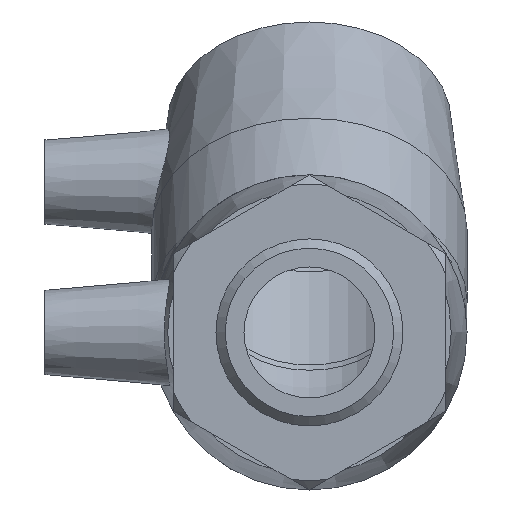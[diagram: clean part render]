
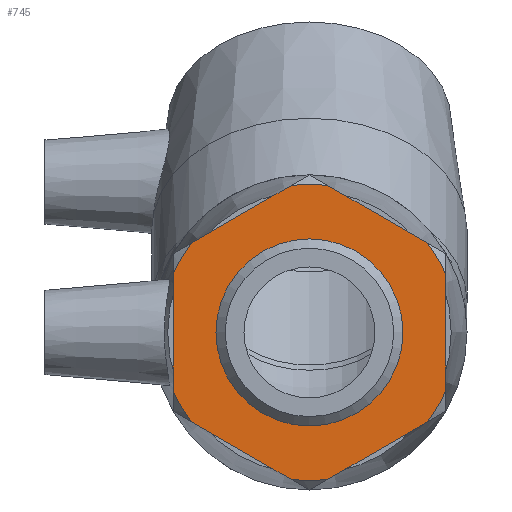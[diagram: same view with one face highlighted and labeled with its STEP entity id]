
A CAD part, left-side view. The second image highlights one B-rep face of the part: STEP entity #745.
In plain terms, the highlighted planar face has unit normal (-1, 0, 0).
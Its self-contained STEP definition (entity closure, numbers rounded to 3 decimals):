
#20=LINE('',#1158,#38);
#24=LINE('',#1182,#42);
#27=LINE('',#1204,#45);
#30=LINE('',#1226,#48);
#35=LINE('',#1263,#53);
#37=LINE('',#1282,#55);
#38=VECTOR('',#923,20.469);
#42=VECTOR('',#929,20.469);
#45=VECTOR('',#934,20.469);
#48=VECTOR('',#939,20.469);
#53=VECTOR('',#946,20.469);
#55=VECTOR('',#950,20.469);
#102=PLANE('',#811);
#120=FACE_BOUND('',#227,.T.);
#165=FACE_OUTER_BOUND('',#226,.T.);
#226=EDGE_LOOP('',(#583,#584,#585,#586,#587,#588,#589,#590,#591,#592,#593,
#594));
#227=EDGE_LOOP('',(#595));
#314=CIRCLE('',#804,16.625);
#315=CIRCLE('',#812,26.32);
#316=CIRCLE('',#813,26.32);
#317=CIRCLE('',#814,26.32);
#318=CIRCLE('',#815,26.32);
#319=CIRCLE('',#816,26.32);
#320=CIRCLE('',#817,26.32);
#363=VERTEX_POINT('',#1149);
#364=VERTEX_POINT('',#1152);
#366=VERTEX_POINT('',#1157);
#372=VERTEX_POINT('',#1177);
#373=VERTEX_POINT('',#1181);
#378=VERTEX_POINT('',#1199);
#379=VERTEX_POINT('',#1203);
#384=VERTEX_POINT('',#1221);
#385=VERTEX_POINT('',#1225);
#391=VERTEX_POINT('',#1244);
#395=VERTEX_POINT('',#1259);
#396=VERTEX_POINT('',#1265);
#399=VERTEX_POINT('',#1278);
#438=EDGE_CURVE('',#363,#363,#314,.T.);
#440=EDGE_CURVE('',#366,#364,#20,.T.);
#448=EDGE_CURVE('',#373,#372,#24,.T.);
#455=EDGE_CURVE('',#379,#378,#27,.T.);
#462=EDGE_CURVE('',#385,#384,#30,.T.);
#474=EDGE_CURVE('',#391,#395,#35,.T.);
#480=EDGE_CURVE('',#396,#399,#37,.T.);
#481=EDGE_CURVE('',#391,#399,#315,.T.);
#482=EDGE_CURVE('',#385,#395,#316,.T.);
#483=EDGE_CURVE('',#379,#384,#317,.T.);
#484=EDGE_CURVE('',#373,#378,#318,.T.);
#485=EDGE_CURVE('',#366,#372,#319,.T.);
#486=EDGE_CURVE('',#396,#364,#320,.T.);
#583=ORIENTED_EDGE('',*,*,#480,.T.);
#584=ORIENTED_EDGE('',*,*,#481,.F.);
#585=ORIENTED_EDGE('',*,*,#474,.T.);
#586=ORIENTED_EDGE('',*,*,#482,.F.);
#587=ORIENTED_EDGE('',*,*,#462,.T.);
#588=ORIENTED_EDGE('',*,*,#483,.F.);
#589=ORIENTED_EDGE('',*,*,#455,.T.);
#590=ORIENTED_EDGE('',*,*,#484,.F.);
#591=ORIENTED_EDGE('',*,*,#448,.T.);
#592=ORIENTED_EDGE('',*,*,#485,.F.);
#593=ORIENTED_EDGE('',*,*,#440,.T.);
#594=ORIENTED_EDGE('',*,*,#486,.F.);
#595=ORIENTED_EDGE('',*,*,#438,.T.);
#745=ADVANCED_FACE('',(#165,#120),#102,.T.);
#804=AXIS2_PLACEMENT_3D('',#1150,#919,#920);
#811=AXIS2_PLACEMENT_3D('',#1283,#951,#952);
#812=AXIS2_PLACEMENT_3D('',#1284,#953,#954);
#813=AXIS2_PLACEMENT_3D('',#1285,#955,#956);
#814=AXIS2_PLACEMENT_3D('',#1286,#957,#958);
#815=AXIS2_PLACEMENT_3D('',#1287,#959,#960);
#816=AXIS2_PLACEMENT_3D('',#1288,#961,#962);
#817=AXIS2_PLACEMENT_3D('',#1289,#963,#964);
#919=DIRECTION('center_axis',(1.,0.,0.));
#920=DIRECTION('ref_axis',(0.,0.,-1.));
#923=DIRECTION('',(0.,0.,-1.));
#929=DIRECTION('',(0.,0.866,-0.5));
#934=DIRECTION('',(0.,0.866,0.5));
#939=DIRECTION('',(0.,0.,1.));
#946=DIRECTION('',(0.,-0.866,0.5));
#950=DIRECTION('',(0.,-0.866,-0.5));
#951=DIRECTION('center_axis',(-1.,0.,0.));
#952=DIRECTION('ref_axis',(0.,0.,1.));
#953=DIRECTION('center_axis',(1.,0.,0.));
#954=DIRECTION('ref_axis',(0.,0.,1.));
#955=DIRECTION('center_axis',(1.,0.,0.));
#956=DIRECTION('ref_axis',(0.,0.,1.));
#957=DIRECTION('center_axis',(1.,0.,0.));
#958=DIRECTION('ref_axis',(0.,0.,1.));
#959=DIRECTION('center_axis',(1.,0.,0.));
#960=DIRECTION('ref_axis',(0.,0.,1.));
#961=DIRECTION('center_axis',(1.,0.,0.));
#962=DIRECTION('ref_axis',(0.,0.,1.));
#963=DIRECTION('center_axis',(1.,0.,0.));
#964=DIRECTION('ref_axis',(0.,0.,1.));
#1149=CARTESIAN_POINT('',(-61.427,0.,-16.625));
#1150=CARTESIAN_POINT('Origin',(-61.427,0.,0.));
#1152=CARTESIAN_POINT('',(-61.427,24.249,-10.234));
#1157=CARTESIAN_POINT('',(-61.427,24.249,10.234));
#1158=CARTESIAN_POINT('',(-61.427,24.249,-21.));
#1177=CARTESIAN_POINT('',(-61.427,20.988,15.883));
#1181=CARTESIAN_POINT('',(-61.427,3.261,26.117));
#1182=CARTESIAN_POINT('',(-61.427,24.249,14.));
#1199=CARTESIAN_POINT('',(-61.427,-3.261,26.117));
#1203=CARTESIAN_POINT('',(-61.427,-20.988,15.883));
#1204=CARTESIAN_POINT('',(-61.427,-12.124,21.));
#1221=CARTESIAN_POINT('',(-61.427,-24.249,10.234));
#1225=CARTESIAN_POINT('',(-61.427,-24.249,-10.234));
#1226=CARTESIAN_POINT('',(-61.427,-24.249,-7.));
#1244=CARTESIAN_POINT('',(-61.427,-3.261,-26.117));
#1259=CARTESIAN_POINT('',(-61.427,-20.988,-15.883));
#1263=CARTESIAN_POINT('',(-61.427,-12.124,-21.));
#1265=CARTESIAN_POINT('',(-61.427,20.988,-15.883));
#1278=CARTESIAN_POINT('',(-61.427,3.261,-26.117));
#1282=CARTESIAN_POINT('',(-61.427,0.,-28.));
#1283=CARTESIAN_POINT('Origin',(-61.427,0.,-28.));
#1284=CARTESIAN_POINT('Origin',(-61.427,0.,0.));
#1285=CARTESIAN_POINT('Origin',(-61.427,0.,0.));
#1286=CARTESIAN_POINT('Origin',(-61.427,0.,0.));
#1287=CARTESIAN_POINT('Origin',(-61.427,0.,0.));
#1288=CARTESIAN_POINT('Origin',(-61.427,0.,0.));
#1289=CARTESIAN_POINT('Origin',(-61.427,0.,0.));
